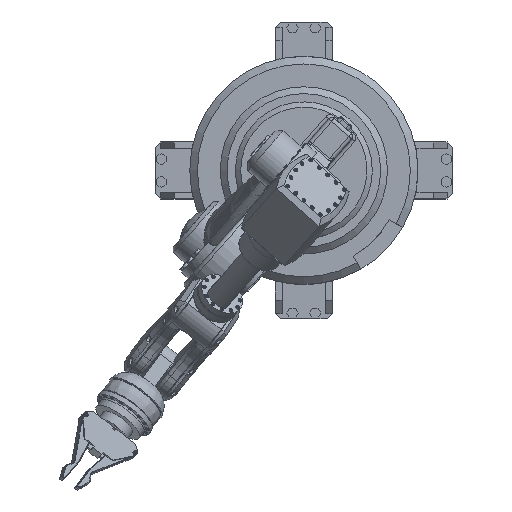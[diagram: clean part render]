
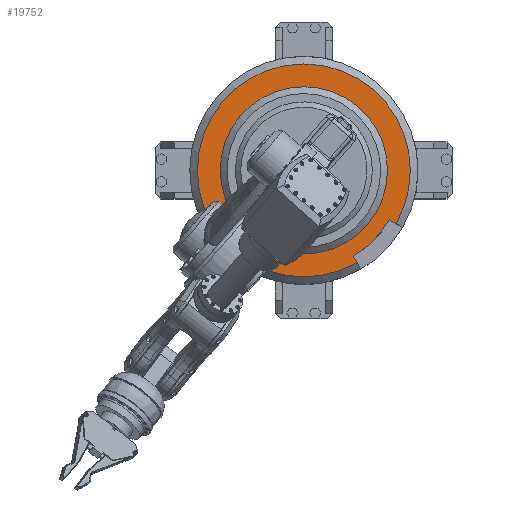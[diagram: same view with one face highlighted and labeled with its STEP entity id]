
A CAD part, top view. The second image highlights one B-rep face of the part: STEP entity #19752.
In plain terms, the highlighted planar face has unit normal (0, 0, 1).
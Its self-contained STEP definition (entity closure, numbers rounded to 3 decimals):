
#885=FACE_BOUND('',#3356,.T.);
#1301=PLANE('',#21259);
#1990=FACE_OUTER_BOUND('',#3355,.T.);
#3355=EDGE_LOOP('',(#13961,#13962,#13963,#13964));
#3356=EDGE_LOOP('',(#13965));
#5140=LINE('',#30149,#6496);
#5141=LINE('',#30153,#6497);
#6496=VECTOR('',#24070,10.);
#6497=VECTOR('',#24073,10.);
#7612=CIRCLE('',#21260,140.);
#7613=CIRCLE('',#21261,130.);
#7614=CIRCLE('',#21262,110.);
#8797=VERTEX_POINT('',#30147);
#8798=VERTEX_POINT('',#30148);
#8799=VERTEX_POINT('',#30150);
#8800=VERTEX_POINT('',#30152);
#8801=VERTEX_POINT('',#30155);
#10764=EDGE_CURVE('',#8797,#8798,#5140,.T.);
#10765=EDGE_CURVE('',#8799,#8798,#7612,.T.);
#10766=EDGE_CURVE('',#8799,#8800,#5141,.T.);
#10767=EDGE_CURVE('',#8800,#8797,#7613,.T.);
#10768=EDGE_CURVE('',#8801,#8801,#7614,.T.);
#13961=ORIENTED_EDGE('',*,*,#10764,.T.);
#13962=ORIENTED_EDGE('',*,*,#10765,.F.);
#13963=ORIENTED_EDGE('',*,*,#10766,.T.);
#13964=ORIENTED_EDGE('',*,*,#10767,.T.);
#13965=ORIENTED_EDGE('',*,*,#10768,.T.);
#19752=ADVANCED_FACE('',(#1990,#885),#1301,.T.);
#21259=AXIS2_PLACEMENT_3D('',#30146,#24068,#24069);
#21260=AXIS2_PLACEMENT_3D('',#30151,#24071,#24072);
#21261=AXIS2_PLACEMENT_3D('',#30154,#24074,#24075);
#21262=AXIS2_PLACEMENT_3D('',#30156,#24076,#24077);
#24068=DIRECTION('center_axis',(0.,0.,1.));
#24069=DIRECTION('ref_axis',(1.,0.,0.));
#24070=DIRECTION('',(0.866,-0.5,0.));
#24071=DIRECTION('center_axis',(0.,0.,-1.));
#24072=DIRECTION('ref_axis',(1.,0.,0.));
#24073=DIRECTION('',(-0.5,0.866,0.));
#24074=DIRECTION('center_axis',(0.,0.,1.));
#24075=DIRECTION('ref_axis',(-1.,0.,0.));
#24076=DIRECTION('center_axis',(0.,0.,-1.));
#24077=DIRECTION('ref_axis',(-1.,0.,0.));
#30146=CARTESIAN_POINT('Origin',(0.,0.,75.));
#30147=CARTESIAN_POINT('',(112.583,-65.,75.));
#30148=CARTESIAN_POINT('',(121.244,-70.,75.));
#30149=CARTESIAN_POINT('',(56.292,-32.5,75.));
#30150=CARTESIAN_POINT('',(70.,-121.244,75.));
#30151=CARTESIAN_POINT('Origin',(0.,0.,75.));
#30152=CARTESIAN_POINT('',(65.,-112.583,75.));
#30153=CARTESIAN_POINT('',(37.5,-64.952,75.));
#30154=CARTESIAN_POINT('Origin',(0.,0.,75.));
#30155=CARTESIAN_POINT('',(110.,0.,75.));
#30156=CARTESIAN_POINT('Origin',(0.,0.,
75.));
